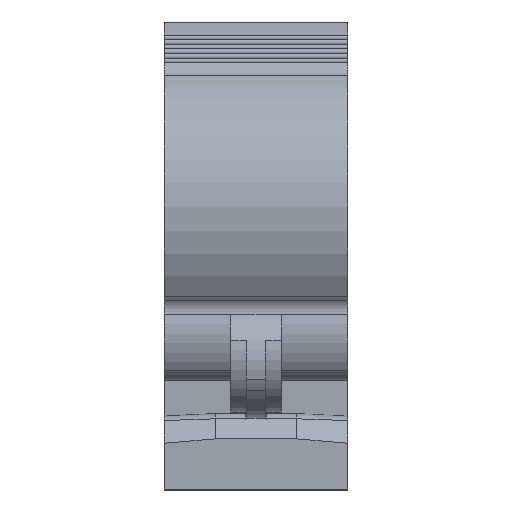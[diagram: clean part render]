
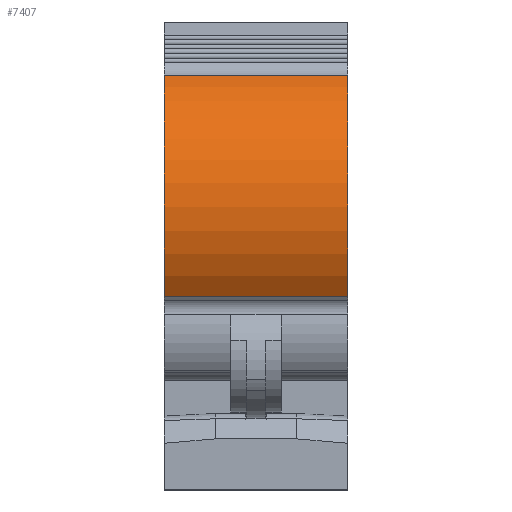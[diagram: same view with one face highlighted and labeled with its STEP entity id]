
A CAD part, top view. The second image highlights one B-rep face of the part: STEP entity #7407.
In plain terms, the highlighted cylindrical face has radius 29.15 mm (diameter 58.3 mm), a partial arc.
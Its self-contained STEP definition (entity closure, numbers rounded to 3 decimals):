
#1751 = CARTESIAN_POINT ( 'NONE',  ( 0., 37.987, 5.692 ) ) ;
#1753 = CARTESIAN_POINT ( 'NONE',  ( -36., 37.987, 5.692 ) ) ;
#1755 = CARTESIAN_POINT ( 'NONE',  ( 0., 81.553, -5.899 ) ) ;
#1756 = CARTESIAN_POINT ( 'NONE',  ( -36., 81.553, -5.899 ) ) ;
#2013 = CARTESIAN_POINT ( 'NONE',  ( -36., 55.018, -17.965 ) ) ;
#2014 = DIRECTION ( 'NONE',  ( 1., 0., 0. ) ) ;
#2015 = DIRECTION ( 'NONE',  ( 0., 0.584, -0.812 ) ) ;
#2016 = CARTESIAN_POINT ( 'NONE',  ( 0., 81.553, -5.899 ) ) ;
#2017 = DIRECTION ( 'NONE',  ( -1., 0., 0. ) ) ;
#2018 = CARTESIAN_POINT ( 'NONE',  ( 0., 55.018, -17.965 ) ) ;
#2019 = DIRECTION ( 'NONE',  ( 1., 0., 0. ) ) ;
#2020 = DIRECTION ( 'NONE',  ( 0., 0.584, -0.812 ) ) ;
#2039 = CARTESIAN_POINT ( 'NONE',  ( 0., 37.987, 5.692 ) ) ;
#2040 = DIRECTION ( 'NONE',  ( -1., 0., 0. ) ) ;
#5732 = AXIS2_PLACEMENT_3D ( 'NONE', #14537, #14538, #14539 ) ;
#7407 = ADVANCED_FACE ( 'NONE', ( #11567 ), #11378, .T. ) ;
#11378 = CYLINDRICAL_SURFACE ( 'NONE', #5732, 29.15 ) ;
#11567 = FACE_OUTER_BOUND ( 'NONE', #13165, .T. ) ;
#11830 = LINE ( 'NONE', #2016, #21436 ) ;
#11834 = LINE ( 'NONE', #2039, #21445 ) ;
#13054 = VERTEX_POINT ( 'NONE', #1751 ) ;
#13056 = VERTEX_POINT ( 'NONE', #1753 ) ;
#13058 = VERTEX_POINT ( 'NONE', #1755 ) ;
#13059 = VERTEX_POINT ( 'NONE', #1756 ) ;
#13165 = EDGE_LOOP ( 'NONE', ( #15623, #15621, #15622, #15620 ) ) ;
#13511 = EDGE_CURVE ( 'NONE', #13059, #13056, #21405, .T. ) ;
#13512 = EDGE_CURVE ( 'NONE', #13058, #13059, #11830, .T. ) ;
#13513 = EDGE_CURVE ( 'NONE', #13058, #13054, #21435, .T. ) ;
#13519 = EDGE_CURVE ( 'NONE', #13054, #13056, #11834, .T. ) ;
#14537 = CARTESIAN_POINT ( 'NONE',  ( 0., 55.018, -17.965 ) ) ;
#14538 = DIRECTION ( 'NONE',  ( -1., 0., 0. ) ) ;
#14539 = DIRECTION ( 'NONE',  ( 0., -0.584, 0.812 ) ) ;
#15620 = ORIENTED_EDGE ( 'NONE', *, *, #13511, .T. ) ;
#15621 = ORIENTED_EDGE ( 'NONE', *, *, #13513, .F. ) ;
#15622 = ORIENTED_EDGE ( 'NONE', *, *, #13512, .T. ) ;
#15623 = ORIENTED_EDGE ( 'NONE', *, *, #13519, .F. ) ;
#21405 = CIRCLE ( 'NONE', #21434, 29.15 ) ;
#21434 = AXIS2_PLACEMENT_3D ( 'NONE', #2013, #2014, #2015 ) ;
#21435 = CIRCLE ( 'NONE', #21437, 29.15 ) ;
#21436 = VECTOR ( 'NONE', #2017, 1000. ) ;
#21437 = AXIS2_PLACEMENT_3D ( 'NONE', #2018, #2019, #2020 ) ;
#21445 = VECTOR ( 'NONE', #2040, 1000. ) ;
